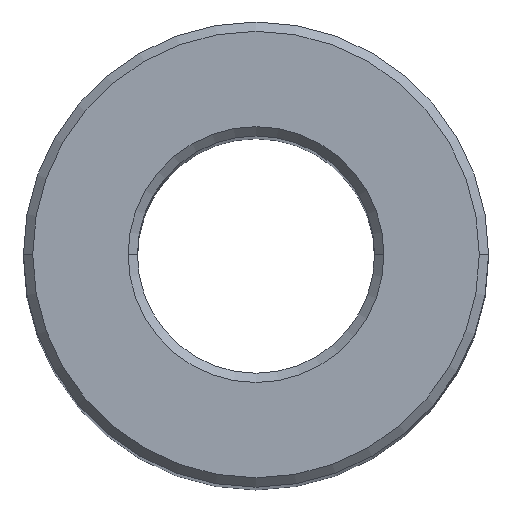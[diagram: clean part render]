
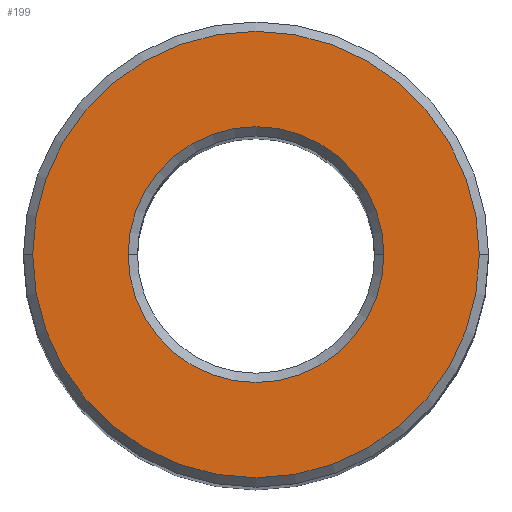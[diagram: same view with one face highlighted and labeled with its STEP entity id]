
A CAD part, top view. The second image highlights one B-rep face of the part: STEP entity #199.
In plain terms, the highlighted planar face has unit normal (0, 0, 1).
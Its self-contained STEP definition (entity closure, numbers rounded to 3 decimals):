
#13 = EDGE_LOOP ( 'NONE', ( #49, #19 ) ) ;
#19 = ORIENTED_EDGE ( 'NONE', *, *, #84, .T. ) ;
#20 = VERTEX_POINT ( 'NONE', #250 ) ;
#24 = EDGE_LOOP ( 'NONE', ( #34, #75 ) ) ;
#28 = DIRECTION ( 'NONE',  ( 1., 0., 0. ) ) ;
#29 = DIRECTION ( 'NONE',  ( 1., 0., 0. ) ) ;
#34 = ORIENTED_EDGE ( 'NONE', *, *, #140, .T. ) ;
#42 = DIRECTION ( 'NONE',  ( 0., 0., -1. ) ) ;
#45 = CARTESIAN_POINT ( 'NONE',  ( 0., 0., 35. ) ) ;
#46 = DIRECTION ( 'NONE',  ( 0., 0., 1. ) ) ;
#49 = ORIENTED_EDGE ( 'NONE', *, *, #143, .T. ) ;
#51 = DIRECTION ( 'NONE',  ( 1., 0., 0. ) ) ;
#64 = VERTEX_POINT ( 'NONE', #406 ) ;
#65 = DIRECTION ( 'NONE',  ( 0., 0., 1. ) ) ;
#66 = AXIS2_PLACEMENT_3D ( 'NONE', #309, #210, #112 ) ;
#75 = ORIENTED_EDGE ( 'NONE', *, *, #114, .T. ) ;
#78 = CARTESIAN_POINT ( 'NONE',  ( 0., 0., 35. ) ) ;
#84 = EDGE_CURVE ( 'NONE', #354, #64, #254, .T. ) ;
#86 = CARTESIAN_POINT ( 'NONE',  ( 0., 0., 35. ) ) ;
#107 = AXIS2_PLACEMENT_3D ( 'NONE', #86, #65, #28 ) ;
#112 = DIRECTION ( 'NONE',  ( 1., 0., 0. ) ) ;
#114 = EDGE_CURVE ( 'NONE', #313, #20, #213, .T. ) ;
#140 = EDGE_CURVE ( 'NONE', #20, #313, #168, .T. ) ;
#143 = EDGE_CURVE ( 'NONE', #64, #354, #266, .T. ) ;
#148 = AXIS2_PLACEMENT_3D ( 'NONE', #45, #42, #29 ) ;
#161 = CARTESIAN_POINT ( 'NONE',  ( 4.8, 0., 35. ) ) ;
#166 = AXIS2_PLACEMENT_3D ( 'NONE', #420, #419, #417 ) ;
#168 = CIRCLE ( 'NONE', #148, 2.75 ) ;
#199 = ADVANCED_FACE ( 'NONE', ( #287, #429 ), #248, .T. ) ;
#210 = DIRECTION ( 'NONE',  ( 0., 0., -1. ) ) ;
#213 = CIRCLE ( 'NONE', #66, 2.75 ) ;
#248 = PLANE ( 'NONE',  #107 ) ;
#250 = CARTESIAN_POINT ( 'NONE',  ( 2.75, 0., 35. ) ) ;
#254 = CIRCLE ( 'NONE', #315, 4.8 ) ;
#266 = CIRCLE ( 'NONE', #166, 4.8 ) ;
#287 = FACE_BOUND ( 'NONE', #24, .T. ) ;
#309 = CARTESIAN_POINT ( 'NONE',  ( 0., 0., 35. ) ) ;
#313 = VERTEX_POINT ( 'NONE', #432 ) ;
#315 = AXIS2_PLACEMENT_3D ( 'NONE', #78, #46, #51 ) ;
#354 = VERTEX_POINT ( 'NONE', #161 ) ;
#406 = CARTESIAN_POINT ( 'NONE',  ( -4.8, 0., 35. ) ) ;
#417 = DIRECTION ( 'NONE',  ( 1., 0., 0. ) ) ;
#419 = DIRECTION ( 'NONE',  ( 0., 0., 1. ) ) ;
#420 = CARTESIAN_POINT ( 'NONE',  ( 0., 0., 35. ) ) ;
#429 = FACE_OUTER_BOUND ( 'NONE', #13, .T. ) ;
#432 = CARTESIAN_POINT ( 'NONE',  ( -2.75, 0., 35. ) ) ;
